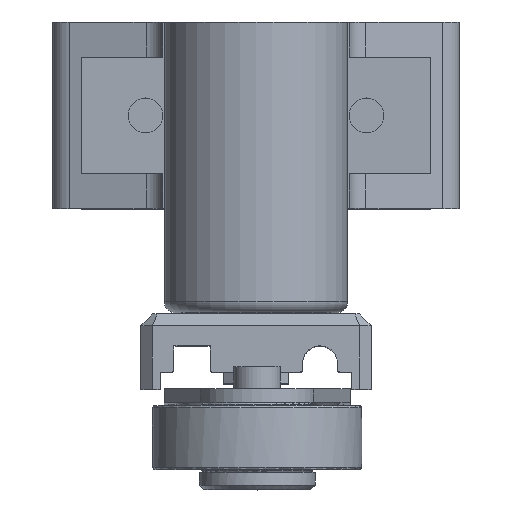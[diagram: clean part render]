
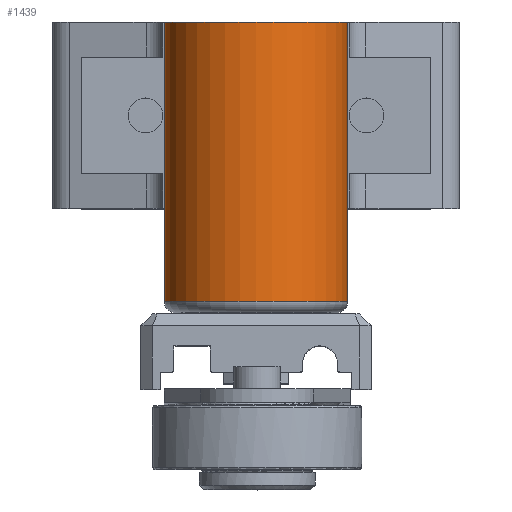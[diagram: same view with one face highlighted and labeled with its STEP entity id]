
A CAD part, top view. The second image highlights one B-rep face of the part: STEP entity #1439.
In plain terms, the highlighted cylindrical face has radius 7.9 mm (diameter 15.8 mm), a full revolution.
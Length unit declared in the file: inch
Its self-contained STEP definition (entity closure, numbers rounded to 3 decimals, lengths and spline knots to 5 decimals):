
#164 = EDGE_CURVE ( 'NONE', #11686, #11686, #3068, .T. ) ;
#327 = EDGE_LOOP ( 'NONE', ( #10417 ) ) ;
#513 = ORIENTED_EDGE ( 'NONE', *, *, #7769, .T. ) ;
#835 = DIRECTION ( 'NONE',  ( 0., -1., 0. ) ) ;
#979 = AXIS2_PLACEMENT_3D ( 'NONE', #4680, #9608, #1419 ) ;
#1204 = CARTESIAN_POINT ( 'NONE',  ( 0.27725, -0.31496, 2.23313 ) ) ;
#1419 = DIRECTION ( 'NONE',  ( 0., 0., -1. ) ) ;
#1439 = ADVANCED_FACE ( 'NONE', ( #9256, #10061 ), #9421, .T. ) ;
#1499 = CARTESIAN_POINT ( 'NONE',  ( 0.27725, 0.31496, 2.23313 ) ) ;
#1750 = CIRCLE ( 'NONE', #979, 0.31102 ) ;
#2013 = AXIS2_PLACEMENT_3D ( 'NONE', #8064, #835, #7123 ) ;
#2092 = CARTESIAN_POINT ( 'NONE',  ( -0.03377, -0.62992, 1.92211 ) ) ;
#2224 = ORIENTED_EDGE ( 'NONE', *, *, #8203, .T. ) ;
#3068 = CIRCLE ( 'NONE', #3798, 0.31102 ) ;
#3532 = DIRECTION ( 'NONE',  ( 0., -1., 0. ) ) ;
#3646 = AXIS2_PLACEMENT_3D ( 'NONE', #8756, #8589, #8672 ) ;
#3798 = AXIS2_PLACEMENT_3D ( 'NONE', #6630, #11810, #4743 ) ;
#4680 = CARTESIAN_POINT ( 'NONE',  ( -0.03377, -0.31496, 2.23313 ) ) ;
#4743 = DIRECTION ( 'NONE',  ( 0., 0., -1. ) ) ;
#5460 = VERTEX_POINT ( 'NONE', #5993 ) ;
#5993 = CARTESIAN_POINT ( 'NONE',  ( -0.3448, -0.31496, 2.23313 ) ) ;
#6515 = DIRECTION ( 'NONE',  ( 0., 1., 0. ) ) ;
#6630 = CARTESIAN_POINT ( 'NONE',  ( -0.03377, -0.62992, 2.23313 ) ) ;
#7052 = CARTESIAN_POINT ( 'NONE',  ( 0.27725, 0.31496, 2.23313 ) ) ;
#7123 = DIRECTION ( 'NONE',  ( 0., 0., -1. ) ) ;
#7574 = VERTEX_POINT ( 'NONE', #10234 ) ;
#7769 = EDGE_CURVE ( 'NONE', #5460, #12959, #1750, .T. ) ;
#8064 = CARTESIAN_POINT ( 'NONE',  ( -0.03377, 0.31496, 2.23313 ) ) ;
#8203 = EDGE_CURVE ( 'NONE', #9124, #7574, #11322, .T. ) ;
#8589 = DIRECTION ( 'NONE',  ( 0., -1., 0. ) ) ;
#8672 = DIRECTION ( 'NONE',  ( 0., 0., -1. ) ) ;
#8756 = CARTESIAN_POINT ( 'NONE',  ( -0.03377, 0.31496, 2.23313 ) ) ;
#8954 = EDGE_CURVE ( 'NONE', #7574, #5460, #11280, .T. ) ;
#9124 = VERTEX_POINT ( 'NONE', #7052 ) ;
#9256 = FACE_OUTER_BOUND ( 'NONE', #327, .T. ) ;
#9421 = CYLINDRICAL_SURFACE ( 'NONE', #2013, 0.31102 ) ;
#9608 = DIRECTION ( 'NONE',  ( 0., -1., 0. ) ) ;
#10061 = FACE_OUTER_BOUND ( 'NONE', #11827, .T. ) ;
#10234 = CARTESIAN_POINT ( 'NONE',  ( -0.3448, 0.31496, 2.23313 ) ) ;
#10251 = ORIENTED_EDGE ( 'NONE', *, *, #8954, .T. ) ;
#10417 = ORIENTED_EDGE ( 'NONE', *, *, #164, .T. ) ;
#10514 = EDGE_CURVE ( 'NONE', #12959, #9124, #13073, .T. ) ;
#10657 = ORIENTED_EDGE ( 'NONE', *, *, #10514, .T. ) ;
#11280 = LINE ( 'NONE', #11740, #13197 ) ;
#11322 = CIRCLE ( 'NONE', #3646, 0.31102 ) ;
#11686 = VERTEX_POINT ( 'NONE', #2092 ) ;
#11740 = CARTESIAN_POINT ( 'NONE',  ( -0.3448, 0.31496, 2.23313 ) ) ;
#11810 = DIRECTION ( 'NONE',  ( 0., 1., 0. ) ) ;
#11827 = EDGE_LOOP ( 'NONE', ( #10657, #2224, #10251, #513 ) ) ;
#12437 = VECTOR ( 'NONE', #6515, 39.37008 ) ;
#12959 = VERTEX_POINT ( 'NONE', #1204 ) ;
#13073 = LINE ( 'NONE', #1499, #12437 ) ;
#13197 = VECTOR ( 'NONE', #3532, 39.37008 ) ;
